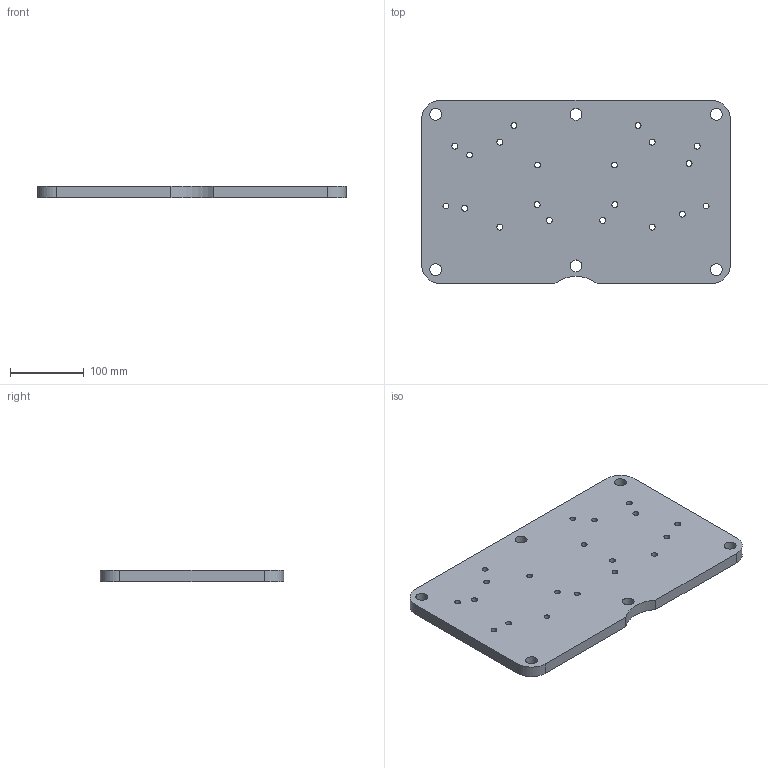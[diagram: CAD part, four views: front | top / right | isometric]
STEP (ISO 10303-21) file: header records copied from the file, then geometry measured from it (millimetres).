
FILE_DESCRIPTION(/* description */ (''),/* implementation_level */ '2;1');
FILE_NAME(/* name */ 'LF-面环-DL-ND60aA12FR1_P_21A-垫板.stp',/* time_stamp */ '2019-01-18T18:06:57+08:00',/* author */ (''),/* organization */ (''),/* preprocessor_version */ 'ST-DEVELOPER v16',/* originating_system */ 'SIEMENS PLM Software NX 11.0',/* authorisation */ '');
FILE_SCHEMA (('AUTOMOTIVE_DESIGN { 1 0 10303 214 3 1 1 1 }'));
Length unit declared in the file: millimetre
Products named in the file (1): Admi09D02E69gq0t
Bounding box: 418 x 248 x 15.75 mm (x, y, z)
Volume: 1582426.1 mm3; surface area: 233973.5 mm2
Topology: 1 solids, 1 shells, 38 faces, 108 edges, 72 vertices
Faces by surface type: cylinder 31, plane 7
Full cylindrical faces by diameter (mm): 8 x20, 16 x6
Entity records: 1280 total; most frequent: DIRECTION 222, CARTESIAN_POINT 193, ORIENTED_EDGE 164, EDGE_LOOP 116, FACE_BOUND 106, AXIS2_PLACEMENT_3D 101, EDGE_CURVE 82, VERTEX_POINT 72
